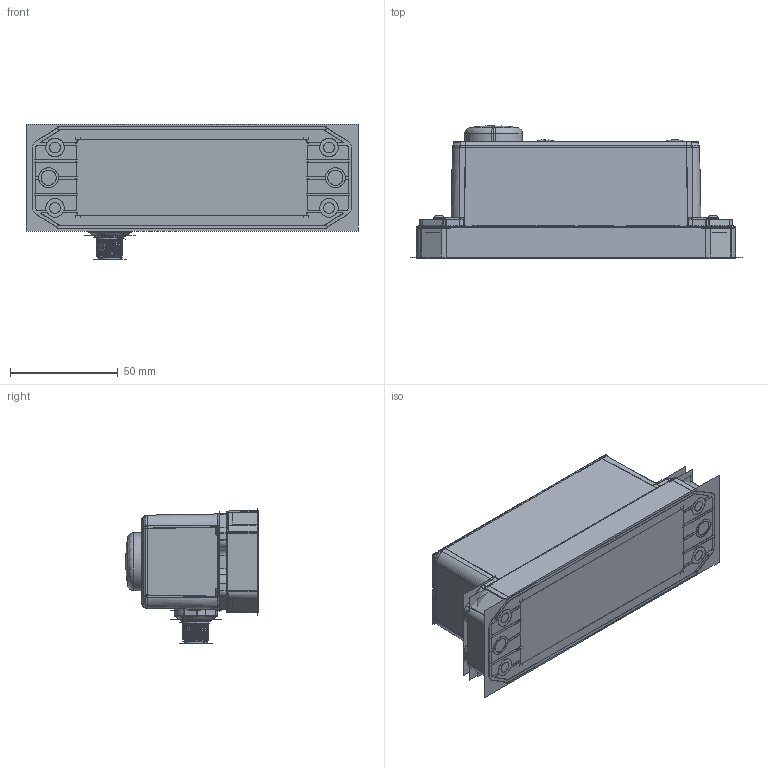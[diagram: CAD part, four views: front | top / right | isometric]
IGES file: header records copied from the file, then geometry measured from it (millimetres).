
Start section:  PTC IGES file: 221768_sm01.igs
Global section: file name: 221768_sm01.igs; native system: Creo Parametric by PTC Inc.; preprocessor: 2019292; author: PDMAdmin; organization: Unknown; date: 20210310.150437; units: millimetre
Bounding box: 153.93 x 61.38 x 62.63 mm (x, y, z)
Volume: 285357.8 mm3; surface area: 210856.5 mm2
Topology: 1 solids, 1 shells, 1300 faces, 6746 edges, 8462 vertices
Faces by surface type: bspline 682, revolution 618
